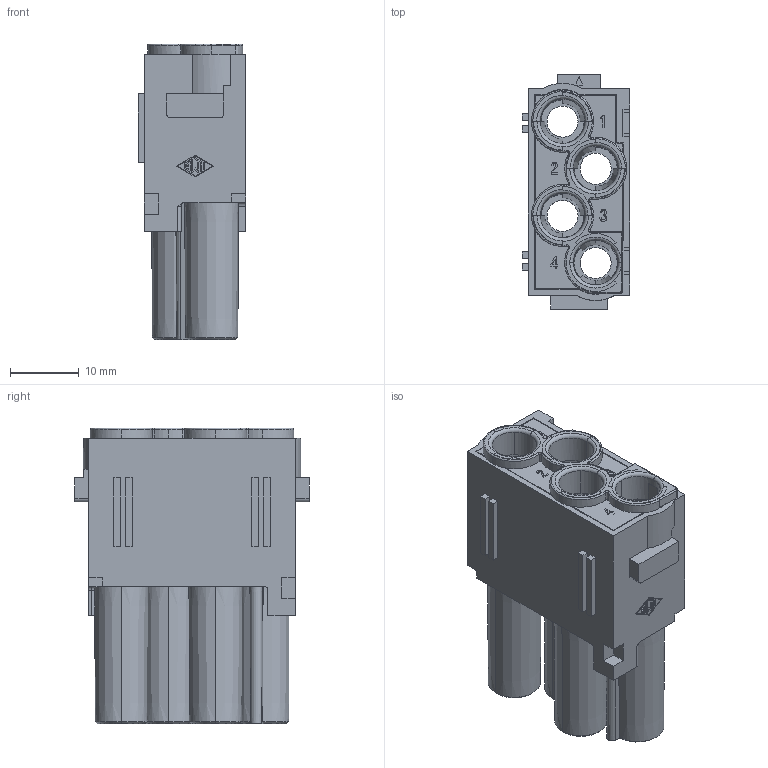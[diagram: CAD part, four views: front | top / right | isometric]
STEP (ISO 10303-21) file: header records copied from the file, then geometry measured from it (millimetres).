
FILE_DESCRIPTION(('CoCreate Modeling STEP Export'),'2;1');
FILE_NAME('CX 04 XF.stp','2010-02-12T11:04:28',(''),(''),'CoCreate Modeling STEP processor for AP214 (Solid Model)','CoCreate Modeling 16.00A 16-Aug-2008 (C) Parametric Technology GmbH','');
FILE_SCHEMA(('AUTOMOTIVE_DESIGN { 1 0 10303 214 1 1 1 1 }'));
Length unit declared in the file: millimetre
Products named in the file (2): CX_04_XF
Assembly tree (1 placements, depth 2):
  CX_04_XF
    CX_04_XF
Bounding box: 15.6 x 34 x 42.9 mm (x, y, z)
Volume: 8157.9 mm3; surface area: 9982 mm2
Topology: 1 solids, 1 shells, 772 faces, 2151 edges, 1391 vertices
Faces by surface type: plane 538, cylinder 106, cone 67, torus 24, bspline 23, extrusion 14
Entity records: 27832 total; most frequent: CARTESIAN_POINT 6356, ORIENTED_EDGE 4298, DIRECTION 3313, EDGE_CURVE 2149, VECTOR 1575, LINE 1561, VERTEX_POINT 1391, AXIS2_PLACEMENT_3D 869
